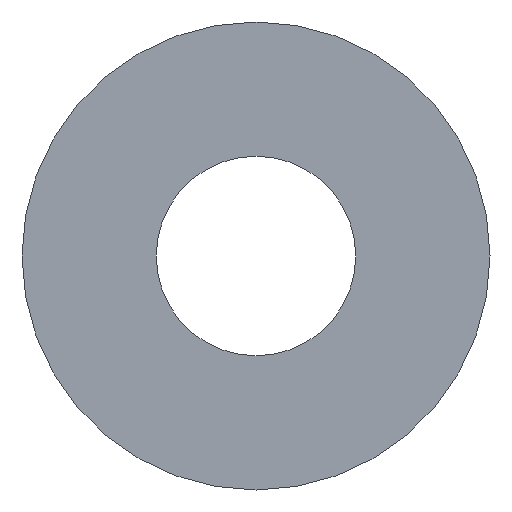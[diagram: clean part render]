
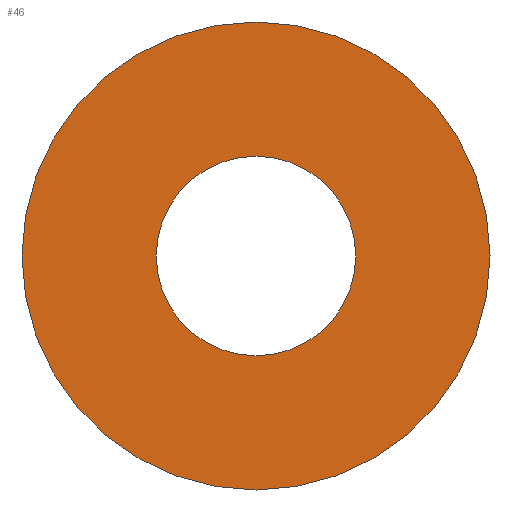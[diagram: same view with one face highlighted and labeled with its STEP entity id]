
A CAD part, left-side view. The second image highlights one B-rep face of the part: STEP entity #46.
In plain terms, the highlighted planar face has unit normal (-1, 0, 0).
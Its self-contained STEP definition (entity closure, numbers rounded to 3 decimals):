
#46 = ADVANCED_FACE( '', ( #93, #94 ), #95, .T. );
#93 = FACE_BOUND( '', #132, .T. );
#94 = FACE_OUTER_BOUND( '', #133, .T. );
#95 = PLANE( '', #134 );
#132 = EDGE_LOOP( '', ( #179 ) );
#133 = EDGE_LOOP( '', ( #180 ) );
#134 = AXIS2_PLACEMENT_3D( '', #181, #182, #183 );
#179 = ORIENTED_EDGE( '', *, *, #189, .T. );
#180 = ORIENTED_EDGE( '', *, *, #197, .F. );
#181 = CARTESIAN_POINT( '', ( -4.5, 0., 34. ) );
#182 = DIRECTION( '', ( -1., 0., 0. ) );
#183 = DIRECTION( '', ( 0., 0., 1. ) );
#189 = EDGE_CURVE( '', #208, #208, #209, .T. );
#197 = EDGE_CURVE( '', #220, #220, #221, .T. );
#208 = VERTEX_POINT( '', #232 );
#209 = CIRCLE( '', #233, 14.5 );
#220 = VERTEX_POINT( '', #244 );
#221 = CIRCLE( '', #245, 34. );
#232 = CARTESIAN_POINT( '', ( -4.5, 0., -14.5 ) );
#233 = AXIS2_PLACEMENT_3D( '', #257, #258, #259 );
#244 = CARTESIAN_POINT( '', ( -4.5, 0., -34. ) );
#245 = AXIS2_PLACEMENT_3D( '', #269, #270, #271 );
#257 = CARTESIAN_POINT( '', ( -4.5, 0., 0. ) );
#258 = DIRECTION( '', ( 1., 0., 0. ) );
#259 = DIRECTION( '', ( 0., 0., -1. ) );
#269 = CARTESIAN_POINT( '', ( -4.5, 0., 0. ) );
#270 = DIRECTION( '', ( 1., 0., 0. ) );
#271 = DIRECTION( '', ( 0., 0., -1. ) );
